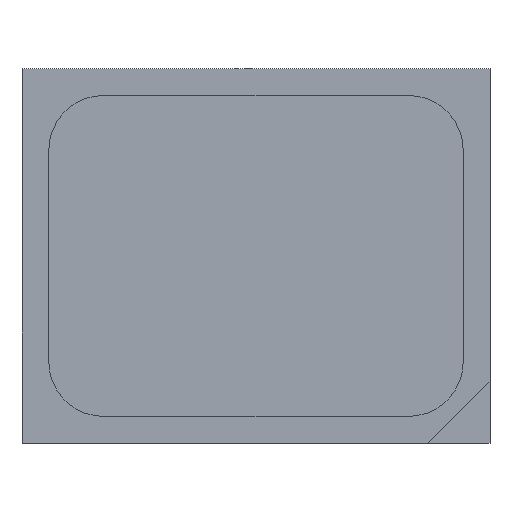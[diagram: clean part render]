
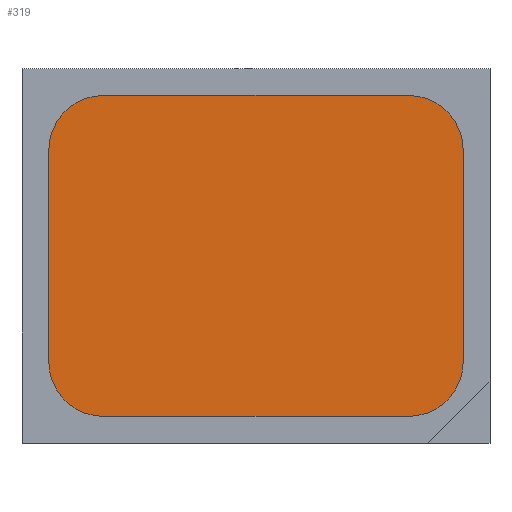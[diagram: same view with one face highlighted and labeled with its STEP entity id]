
A CAD part, top view. The second image highlights one B-rep face of the part: STEP entity #319.
In plain terms, the highlighted planar face has unit normal (0, 0, 1).
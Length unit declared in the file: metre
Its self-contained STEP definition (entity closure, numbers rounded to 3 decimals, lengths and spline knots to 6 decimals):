
#30=CIRCLE('',#353,0.00041);
#31=CIRCLE('',#356,0.00041);
#32=CIRCLE('',#359,0.00041);
#33=CIRCLE('',#362,0.00041);
#103=ORIENTED_EDGE('',*,*,#158,.T.);
#104=ORIENTED_EDGE('',*,*,#144,.T.);
#105=ORIENTED_EDGE('',*,*,#147,.T.);
#106=ORIENTED_EDGE('',*,*,#149,.T.);
#107=ORIENTED_EDGE('',*,*,#151,.T.);
#108=ORIENTED_EDGE('',*,*,#153,.F.);
#109=ORIENTED_EDGE('',*,*,#155,.T.);
#110=ORIENTED_EDGE('',*,*,#157,.F.);
#144=EDGE_CURVE('',#181,#180,#210,.T.);
#147=EDGE_CURVE('',#180,#182,#30,.T.);
#149=EDGE_CURVE('',#182,#183,#214,.T.);
#151=EDGE_CURVE('',#183,#184,#31,.T.);
#153=EDGE_CURVE('',#185,#184,#217,.T.);
#155=EDGE_CURVE('',#185,#186,#32,.T.);
#157=EDGE_CURVE('',#187,#186,#220,.T.);
#158=EDGE_CURVE('',#187,#181,#33,.T.);
#180=VERTEX_POINT('',#506);
#181=VERTEX_POINT('',#508);
#182=VERTEX_POINT('',#512);
#183=VERTEX_POINT('',#516);
#184=VERTEX_POINT('',#520);
#185=VERTEX_POINT('',#524);
#186=VERTEX_POINT('',#528);
#187=VERTEX_POINT('',#532);
#210=LINE('',#507,#244);
#214=LINE('',#517,#248);
#217=LINE('',#525,#251);
#220=LINE('',#533,#254);
#244=VECTOR('',#412,1.);
#248=VECTOR('',#422,1.);
#251=VECTOR('',#431,1.);
#254=VECTOR('',#440,1.);
#271=EDGE_LOOP('',(#103,#104,#105,#106,#107,#108,#109,#110));
#289=FACE_BOUND('',#271,.T.);
#302=PLANE('',#363);
#319=ADVANCED_FACE('',(#289),#302,.T.);
#353=AXIS2_PLACEMENT_3D('',#513,#417,#418);
#356=AXIS2_PLACEMENT_3D('',#521,#426,#427);
#359=AXIS2_PLACEMENT_3D('',#529,#435,#436);
#362=AXIS2_PLACEMENT_3D('',#535,#443,#444);
#363=AXIS2_PLACEMENT_3D('',#536,#445,#446);
#412=DIRECTION('',(0.,-1.,0.));
#417=DIRECTION('',(0.,0.,1.));
#418=DIRECTION('',(1.,0.,0.));
#422=DIRECTION('',(1.,0.,0.));
#426=DIRECTION('',(0.,0.,1.));
#427=DIRECTION('',(1.,0.,0.));
#431=DIRECTION('',(0.,-1.,0.));
#435=DIRECTION('',(0.,0.,1.));
#436=DIRECTION('',(1.,0.,0.));
#440=DIRECTION('',(1.,0.,0.));
#443=DIRECTION('',(0.,0.,1.));
#444=DIRECTION('',(1.,0.,0.));
#445=DIRECTION('',(0.,0.,1.));
#446=DIRECTION('',(1.,0.,0.));
#506=CARTESIAN_POINT('',(-0.00155,-0.00079,0.0006));
#507=CARTESIAN_POINT('',(-0.00155,0.,0.0006));
#508=CARTESIAN_POINT('',(-0.00155,0.00079,0.0006));
#512=CARTESIAN_POINT('',(-0.00114,-0.0012,0.0006));
#513=CARTESIAN_POINT('',(-0.00114,-0.00079,0.0006));
#516=CARTESIAN_POINT('',(0.00114,-0.0012,0.0006));
#517=CARTESIAN_POINT('',(0.,-0.0012,0.0006));
#520=CARTESIAN_POINT('',(0.00155,-0.00079,0.0006));
#521=CARTESIAN_POINT('',(0.00114,-0.00079,0.0006));
#524=CARTESIAN_POINT('',(0.00155,0.00079,0.0006));
#525=CARTESIAN_POINT('',(0.00155,0.,0.0006));
#528=CARTESIAN_POINT('',(0.00114,0.0012,0.0006));
#529=CARTESIAN_POINT('',(0.00114,0.00079,0.0006));
#532=CARTESIAN_POINT('',(-0.00114,0.0012,0.0006));
#533=CARTESIAN_POINT('',(0.,0.0012,0.0006));
#535=CARTESIAN_POINT('',(-0.00114,0.00079,0.0006));
#536=CARTESIAN_POINT('',(0.,0.,0.0006));
